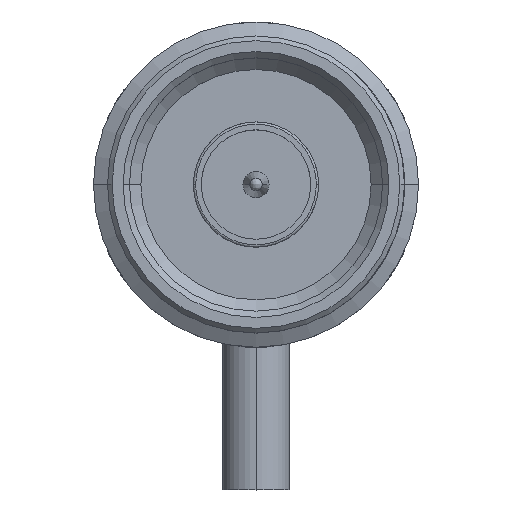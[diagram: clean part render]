
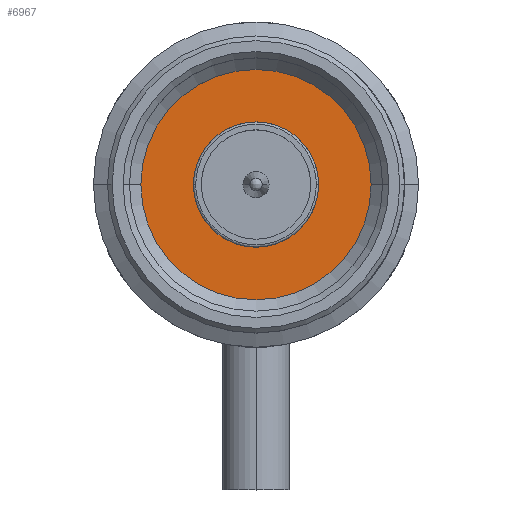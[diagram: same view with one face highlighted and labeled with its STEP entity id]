
A CAD part, top view. The second image highlights one B-rep face of the part: STEP entity #6967.
In plain terms, the highlighted planar face has unit normal (0, 0, 1).
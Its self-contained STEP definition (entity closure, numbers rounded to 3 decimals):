
#362 = DIRECTION ( 'NONE',  ( 1., 0., 0. ) ) ;
#363 = DIRECTION ( 'NONE',  ( 0., 0., 1. ) ) ;
#364 = CARTESIAN_POINT ( 'NONE',  ( 0., 0., -4.245 ) ) ;
#1055 = CARTESIAN_POINT ( 'NONE',  ( 0., 0., -4.245 ) ) ;
#1056 = DIRECTION ( 'NONE',  ( 0., 0., 1. ) ) ;
#1057 = DIRECTION ( 'NONE',  ( 1., 0., 0. ) ) ;
#1336 = CARTESIAN_POINT ( 'NONE',  ( -4.005, 0., -4.245 ) ) ;
#1337 = CARTESIAN_POINT ( 'NONE',  ( 4.005, 0., -4.245 ) ) ;
#1342 = CARTESIAN_POINT ( 'NONE',  ( 7.366, 0., -4.245 ) ) ;
#1343 = CARTESIAN_POINT ( 'NONE',  ( -7.366, 0., -4.245 ) ) ;
#3433 = CIRCLE ( 'NONE', #17890, 7.366 ) ;
#6466 = AXIS2_PLACEMENT_3D ( 'NONE', #9139, #9140, #9141 ) ;
#6666 = EDGE_CURVE ( 'NONE', #22518, #22519, #3433, .T. ) ;
#6775 = EDGE_CURVE ( 'NONE', #22512, #22513, #12426, .T. ) ;
#6967 = ADVANCED_FACE ( 'NONE', ( #22765, #22766 ), #9138, .F. ) ;
#9138 = PLANE ( 'NONE',  #6466 ) ;
#9139 = CARTESIAN_POINT ( 'NONE',  ( 0., 0., -4.245 ) ) ;
#9140 = DIRECTION ( 'NONE',  ( 0., 0., -1. ) ) ;
#9141 = DIRECTION ( 'NONE',  ( -1., 0., 0. ) ) ;
#10282 = CARTESIAN_POINT ( 'NONE',  ( 0., 0., -4.245 ) ) ;
#10283 = DIRECTION ( 'NONE',  ( 0., 0., 1. ) ) ;
#10284 = DIRECTION ( 'NONE',  ( 1., 0., 0. ) ) ;
#11335 = EDGE_CURVE ( 'NONE', #22513, #22512, #17926, .T. ) ;
#12397 = EDGE_CURVE ( 'NONE', #22519, #22518, #16774, .T. ) ;
#12426 = CIRCLE ( 'NONE', #20332, 4.005 ) ;
#15295 = ORIENTED_EDGE ( 'NONE', *, *, #12397, .T. ) ;
#15303 = ORIENTED_EDGE ( 'NONE', *, *, #11335, .F. ) ;
#15323 = ORIENTED_EDGE ( 'NONE', *, *, #6666, .T. ) ;
#15324 = ORIENTED_EDGE ( 'NONE', *, *, #6775, .F. ) ;
#16715 = AXIS2_PLACEMENT_3D ( 'NONE', #1055, #1056, #1057 ) ;
#16774 = CIRCLE ( 'NONE', #16715, 7.366 ) ;
#17890 = AXIS2_PLACEMENT_3D ( 'NONE', #364, #363, #362 ) ;
#17926 = CIRCLE ( 'NONE', #17931, 4.005 ) ;
#17931 = AXIS2_PLACEMENT_3D ( 'NONE', #18432, #18433, #18434 ) ;
#18432 = CARTESIAN_POINT ( 'NONE',  ( 0., 0., -4.245 ) ) ;
#18433 = DIRECTION ( 'NONE',  ( 0., 0., 1. ) ) ;
#18434 = DIRECTION ( 'NONE',  ( 1., 0., 0. ) ) ;
#20332 = AXIS2_PLACEMENT_3D ( 'NONE', #10282, #10283, #10284 ) ;
#20357 = EDGE_LOOP ( 'NONE', ( #15303, #15324 ) ) ;
#20392 = EDGE_LOOP ( 'NONE', ( #15323, #15295 ) ) ;
#22512 = VERTEX_POINT ( 'NONE', #1336 ) ;
#22513 = VERTEX_POINT ( 'NONE', #1337 ) ;
#22518 = VERTEX_POINT ( 'NONE', #1342 ) ;
#22519 = VERTEX_POINT ( 'NONE', #1343 ) ;
#22765 = FACE_BOUND ( 'NONE', #20357, .T. ) ;
#22766 = FACE_OUTER_BOUND ( 'NONE', #20392, .T. ) ;
